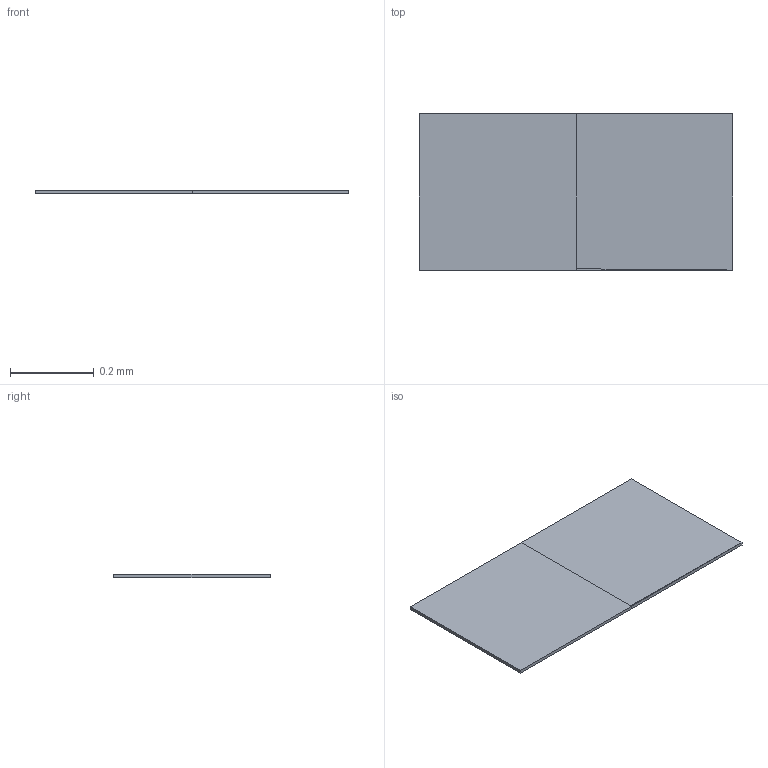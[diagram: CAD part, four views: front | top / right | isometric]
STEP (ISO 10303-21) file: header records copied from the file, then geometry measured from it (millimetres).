
FILE_DESCRIPTION(('Open CASCADE Model'),'2;1');
FILE_NAME('Open CASCADE Shape Model','2025-06-26T13:56:36',('Author'),( 'Open CASCADE'),'Open CASCADE STEP processor 7.7','Open CASCADE 7.7' ,'Unknown');
FILE_SCHEMA(('AUTOMOTIVE_DESIGN { 1 0 10303 214 1 1 1 1 }'));
Length unit declared in the file: millimetre
Products named in the file (4): Open CASCADE STEP translator 7.7 1; Open CASCADE STEP translator 7.7 1.1; Open CASCADE STEP translator 7.7 1.2; Open CASCADE STEP translator 7.7 1.3
Assembly tree (3 placements, depth 2):
  Open CASCADE STEP translator 7.7 1
    Open CASCADE STEP translator 7.7 1.1
    Open CASCADE STEP translator 7.7 1.2
    Open CASCADE STEP translator 7.7 1.3
Bounding box: 0.75 x 0.37 x 0.01 mm (x, y, z)
Volume: 0 mm3; surface area: 0.6 mm2
Topology: 3 solids, 3 shells, 18 faces, 36 edges, 24 vertices
Faces by surface type: plane 18
Entity records: 1066 total; most frequent: CARTESIAN_POINT 154, DIRECTION 152, LINE 108, VECTOR 108, ORIENTED_EDGE 72, PCURVE 72, DEFINITIONAL_REPRESENTATION 72, EDGE_CURVE 36
